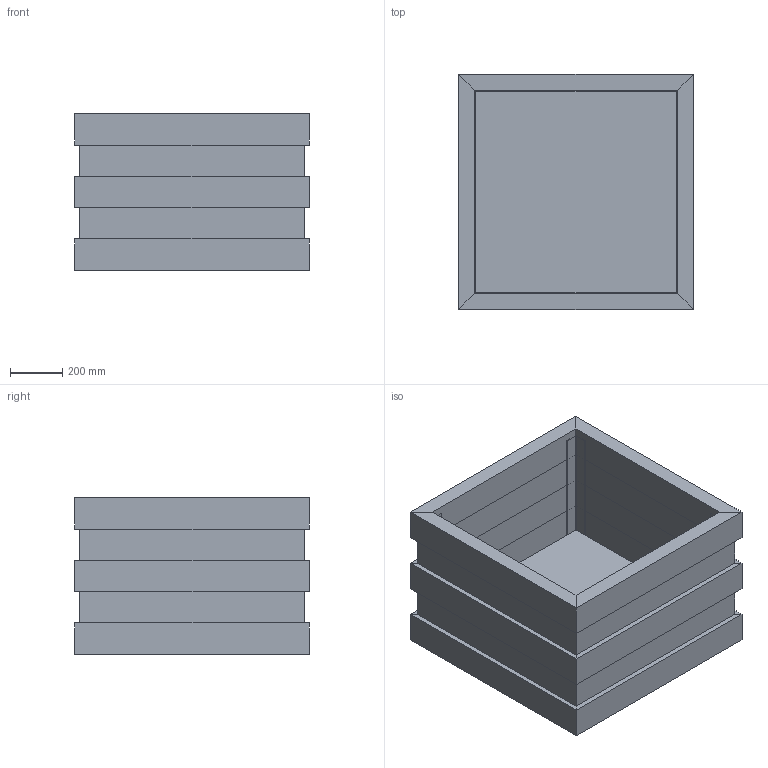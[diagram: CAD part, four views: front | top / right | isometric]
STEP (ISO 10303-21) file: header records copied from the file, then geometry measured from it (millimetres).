
FILE_DESCRIPTION(/* description */ (''),/* implementation_level */ '2;1');
FILE_NAME(/* name */ 'BB Madrid 90x90x60 3D.stp',/* time_stamp */ '2021-10-08T13:04:25+02:00',/* author */ ('vital'),/* organization */ (''),/* preprocessor_version */ 'ST-DEVELOPER v18.1',/* originating_system */ 'Autodesk Inventor 2022',/* authorisation */ '');
FILE_SCHEMA (('AUTOMOTIVE_DESIGN { 1 0 10303 214 3 1 1 }'));
Length unit declared in the file: millimetre
Products named in the file (1): BB Madrid 90x90x60 3D
Bounding box: 900 x 900 x 600 mm (x, y, z)
Volume: 120874797.5 mm3; surface area: 8443737.1 mm2
Topology: 32 solids, 32 shells, 220 faces, 436 edges, 280 vertices
Faces by surface type: plane 212, cylinder 8
Entity records: 5786 total; most frequent: CARTESIAN_POINT 937, DIRECTION 894, ORIENTED_EDGE 872, EDGE_CURVE 436, LINE 420, VECTOR 420, VERTEX_POINT 280, STYLED_ITEM 252
